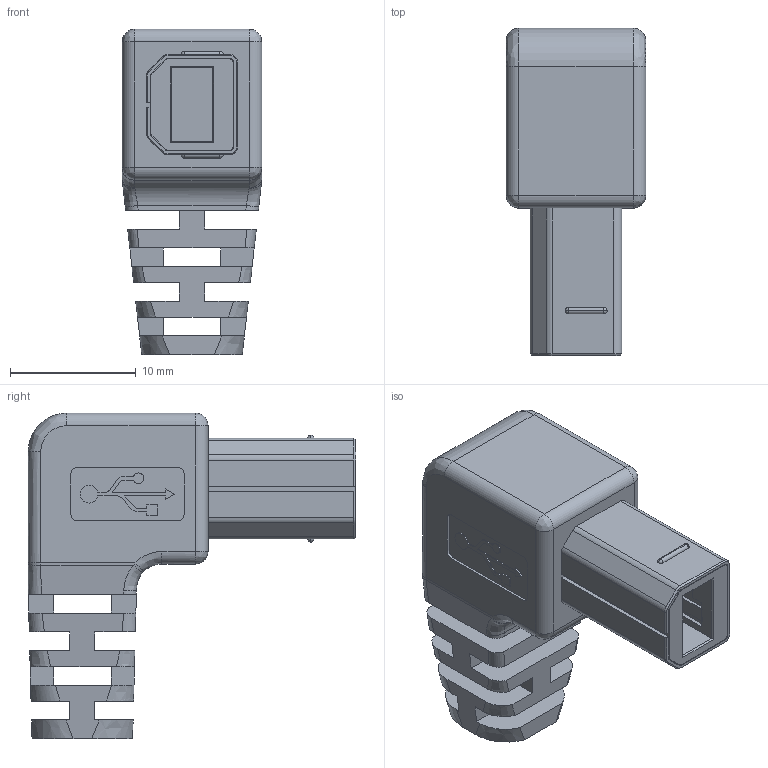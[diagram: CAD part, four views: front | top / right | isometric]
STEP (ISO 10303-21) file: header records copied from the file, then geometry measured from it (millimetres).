
FILE_DESCRIPTION (( 'STEP AP214' ), '1' );
FILE_NAME ('USBFIREWIRE.COM-BL.STEP', '2018-12-20T04:13:57', ( '' ), ( '' ), 'SwSTEP 2.0', 'SolidWorks 2018', '' );
FILE_SCHEMA (( 'AUTOMOTIVE_DESIGN' ));
Length unit declared in the file: inch
Products named in the file (1): USBFIREWIRE.COM-BL
Bounding box: 11.1 x 26.05 x 25.9 mm (x, y, z)
Volume: 2806.7 mm3; surface area: 2849.7 mm2
Topology: 1 solids, 1 shells, 258 faces, 739 edges, 472 vertices
Faces by surface type: plane 153, cylinder 55, bspline 44, cone 6
Entity records: 10420 total; most frequent: CARTESIAN_POINT 3901, ORIENTED_EDGE 1462, DIRECTION 1203, EDGE_CURVE 731, VECTOR 477, LINE 477, VERTEX_POINT 472, AXIS2_PLACEMENT_3D 363
